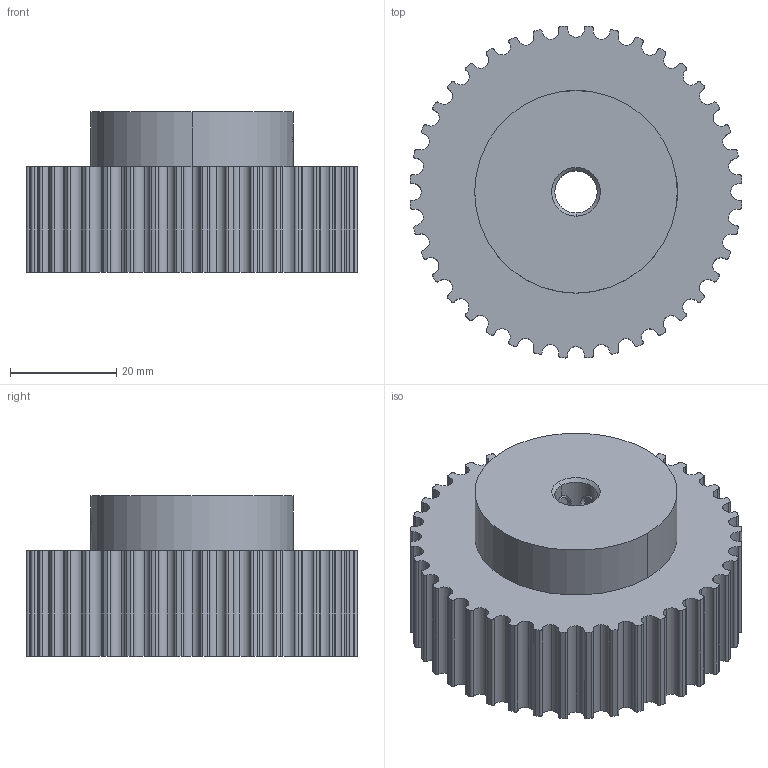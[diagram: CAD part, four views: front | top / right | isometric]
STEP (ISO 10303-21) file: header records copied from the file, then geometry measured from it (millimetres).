
FILE_DESCRIPTION((''),'2;1');
FILE_NAME('34078','2014-05-19T',('carefree'),(''),'PRO/ENGINEER BY PARAMETRIC TECHNOLOGY CORPORATION, 2005030','PRO/ENGINEER BY PARAMETRIC TECHNOLOGY CORPORATION, 2005030','');
FILE_SCHEMA(('CONFIG_CONTROL_DESIGN'));
Length unit declared in the file: inch
Products named in the file (1): 34078
Bounding box: 62.38 x 62.38 x 30.18 mm (x, y, z)
Volume: 66581.9 mm3; surface area: 13528.7 mm2
Topology: 1 solids, 1 shells, 245 faces, 710 edges, 472 vertices
Faces by surface type: cylinder 212, plane 21, cone 12
Entity records: 8694 total; most frequent: CARTESIAN_POINT 1763, DIRECTION 1630, ORIENTED_EDGE 1420, EDGE_CURVE 710, AXIS2_PLACEMENT_3D 683, VERTEX_POINT 472, CIRCLE 438, VECTOR 264
